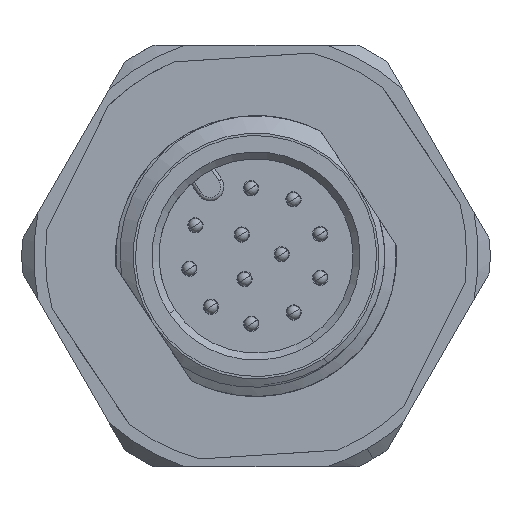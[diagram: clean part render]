
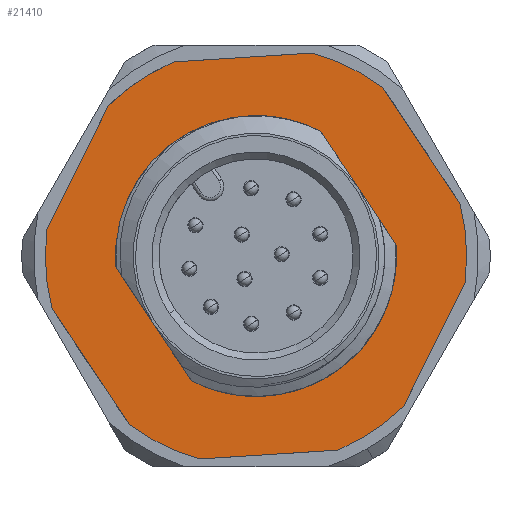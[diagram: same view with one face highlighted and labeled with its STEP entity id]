
A CAD part, front view. The second image highlights one B-rep face of the part: STEP entity #21410.
In plain terms, the highlighted planar face has unit normal (0, -1, 0).
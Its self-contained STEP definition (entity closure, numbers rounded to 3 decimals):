
#278 = AXIS2_PLACEMENT_3D ( 'NONE', #4378, #17701, #15556 ) ;
#651 = EDGE_CURVE ( 'NONE', #14170, #1701, #30204, .T. ) ;
#676 = DIRECTION ( 'NONE',  ( 0.444, 0., 0.896 ) ) ;
#718 = EDGE_CURVE ( 'NONE', #4235, #12701, #6726, .T. ) ;
#929 = EDGE_LOOP ( 'NONE', ( #2298, #12293, #16656, #1610, #7028, #2347, #20571, #27591, #16751, #15264, #13232, #26374 ) ) ;
#1024 = ORIENTED_EDGE ( 'NONE', *, *, #1675, .T. ) ;
#1340 = DIRECTION ( 'NONE',  ( 0., -1., 0. ) ) ;
#1456 = VECTOR ( 'NONE', #26887, 1000. ) ;
#1464 = LINE ( 'NONE', #13242, #10033 ) ;
#1610 = ORIENTED_EDGE ( 'NONE', *, *, #718, .T. ) ;
#1675 = EDGE_CURVE ( 'NONE', #8709, #23233, #9568, .T. ) ;
#1683 = DIRECTION ( 'NONE',  ( -0.832, 0., -0.554 ) ) ;
#1701 = VERTEX_POINT ( 'NONE', #10857 ) ;
#1831 = CARTESIAN_POINT ( 'NONE',  ( 0., -6.54, -9. ) ) ;
#2298 = ORIENTED_EDGE ( 'NONE', *, *, #16529, .T. ) ;
#2347 = ORIENTED_EDGE ( 'NONE', *, *, #4342, .T. ) ;
#2427 = CARTESIAN_POINT ( 'NONE',  ( 8.715, -6.54, -6.752 ) ) ;
#2879 = LINE ( 'NONE', #2427, #16978 ) ;
#3247 = CARTESIAN_POINT ( 'NONE',  ( 0., -6.54, -9. ) ) ;
#4235 = VERTEX_POINT ( 'NONE', #24247 ) ;
#4342 = EDGE_CURVE ( 'NONE', #29056, #26891, #25192, .T. ) ;
#4378 = CARTESIAN_POINT ( 'NONE',  ( 0., -6.54, -9. ) ) ;
#4448 = CARTESIAN_POINT ( 'NONE',  ( 0., -6.54, -9. ) ) ;
#4452 = CARTESIAN_POINT ( 'NONE',  ( 8.715, -6.54, -6.752 ) ) ;
#4864 = EDGE_CURVE ( 'NONE', #23233, #8709, #21285, .T. ) ;
#5523 = VECTOR ( 'NONE', #676, 1000. ) ;
#5981 = FACE_OUTER_BOUND ( 'NONE', #929, .T. ) ;
#6585 = DIRECTION ( 'NONE',  ( 0., -1., 0. ) ) ;
#6726 = CIRCLE ( 'NONE', #23857, 9. ) ;
#7028 = ORIENTED_EDGE ( 'NONE', *, *, #21694, .T. ) ;
#8265 = LINE ( 'NONE', #24648, #26597 ) ;
#8316 = CARTESIAN_POINT ( 'NONE',  ( 2.411, -6.54, -0.329 ) ) ;
#8567 = CIRCLE ( 'NONE', #23723, 9. ) ;
#8709 = VERTEX_POINT ( 'NONE', #29193 ) ;
#8840 = AXIS2_PLACEMENT_3D ( 'NONE', #1831, #24480, #1683 ) ;
#8970 = DIRECTION ( 'NONE',  ( 0., 1., 0. ) ) ;
#9413 = CARTESIAN_POINT ( 'NONE',  ( 6.304, -6.54, -15.423 ) ) ;
#9534 = EDGE_CURVE ( 'NONE', #1701, #4235, #8265, .T. ) ;
#9568 = CIRCLE ( 'NONE', #8840, 5.25 ) ;
#9697 = AXIS2_PLACEMENT_3D ( 'NONE', #4448, #6585, #18840 ) ;
#10033 = VECTOR ( 'NONE', #29463, 1000. ) ;
#10857 = CARTESIAN_POINT ( 'NONE',  ( -8.715, -6.54, -11.248 ) ) ;
#10929 = DIRECTION ( 'NONE',  ( 0.388, 0., -0.922 ) ) ;
#11214 = VERTEX_POINT ( 'NONE', #13582 ) ;
#11322 = EDGE_CURVE ( 'NONE', #26891, #11331, #21645, .T. ) ;
#11331 = VERTEX_POINT ( 'NONE', #14293 ) ;
#11648 = DIRECTION ( 'NONE',  ( -0.604, 0., -0.797 ) ) ;
#11856 = CARTESIAN_POINT ( 'NONE',  ( 6.304, -6.54, -15.423 ) ) ;
#12209 = DIRECTION ( 'NONE',  ( -0.554, 0., 0.832 ) ) ;
#12293 = ORIENTED_EDGE ( 'NONE', *, *, #651, .T. ) ;
#12701 = VERTEX_POINT ( 'NONE', #24836 ) ;
#13058 = CARTESIAN_POINT ( 'NONE',  ( 0., -6.54, -9. ) ) ;
#13232 = ORIENTED_EDGE ( 'NONE', *, *, #22598, .T. ) ;
#13242 = CARTESIAN_POINT ( 'NONE',  ( 2.411, -6.54, -0.329 ) ) ;
#13325 = DIRECTION ( 'NONE',  ( 0.554, 0., -0.832 ) ) ;
#13582 = CARTESIAN_POINT ( 'NONE',  ( -6.304, -6.54, -2.577 ) ) ;
#14170 = VERTEX_POINT ( 'NONE', #18217 ) ;
#14186 = CARTESIAN_POINT ( 'NONE',  ( 5.436, -6.54, -1.828 ) ) ;
#14293 = CARTESIAN_POINT ( 'NONE',  ( 8.93, -6.54, -10.122 ) ) ;
#14637 = AXIS2_PLACEMENT_3D ( 'NONE', #16085, #20398, #25286 ) ;
#15264 = ORIENTED_EDGE ( 'NONE', *, *, #20055, .T. ) ;
#15316 = FACE_BOUND ( 'NONE', #28394, .T. ) ;
#15556 = DIRECTION ( 'NONE',  ( -0.388, 0., 0.922 ) ) ;
#15596 = VERTEX_POINT ( 'NONE', #14186 ) ;
#15886 = AXIS2_PLACEMENT_3D ( 'NONE', #29937, #8970, #30087 ) ;
#16085 = CARTESIAN_POINT ( 'NONE',  ( 0., -6.54, -9. ) ) ;
#16529 = EDGE_CURVE ( 'NONE', #11214, #14170, #26650, .T. ) ;
#16656 = ORIENTED_EDGE ( 'NONE', *, *, #9534, .T. ) ;
#16751 = ORIENTED_EDGE ( 'NONE', *, *, #29138, .T. ) ;
#16978 = VECTOR ( 'NONE', #12209, 1000. ) ;
#17701 = DIRECTION ( 'NONE',  ( 0., -1., 0. ) ) ;
#18217 = CARTESIAN_POINT ( 'NONE',  ( -8.93, -6.54, -7.878 ) ) ;
#18840 = DIRECTION ( 'NONE',  ( -0.992, 0., 0.125 ) ) ;
#18843 = CIRCLE ( 'NONE', #278, 9. ) ;
#20055 = EDGE_CURVE ( 'NONE', #15596, #24561, #28800, .T. ) ;
#20398 = DIRECTION ( 'NONE',  ( 0., -1., 0. ) ) ;
#20469 = DIRECTION ( 'NONE',  ( 0.992, 0., -0.125 ) ) ;
#20571 = ORIENTED_EDGE ( 'NONE', *, *, #11322, .T. ) ;
#21285 = CIRCLE ( 'NONE', #15886, 5.25 ) ;
#21410 = ADVANCED_FACE ( 'NONE', ( #5981, #15316 ), #22373, .T. ) ;
#21512 = VERTEX_POINT ( 'NONE', #4452 ) ;
#21645 = LINE ( 'NONE', #11856, #5523 ) ;
#21694 = EDGE_CURVE ( 'NONE', #12701, #29056, #24446, .T. ) ;
#21705 = CARTESIAN_POINT ( 'NONE',  ( -2.411, -6.54, -17.671 ) ) ;
#21753 = AXIS2_PLACEMENT_3D ( 'NONE', #13058, #22716, #10929 ) ;
#21911 = DIRECTION ( 'NONE',  ( -0.444, 0., -0.896 ) ) ;
#22105 = EDGE_CURVE ( 'NONE', #28637, #11214, #18843, .T. ) ;
#22116 = EDGE_CURVE ( 'NONE', #11331, #21512, #8567, .T. ) ;
#22250 = ORIENTED_EDGE ( 'NONE', *, *, #4864, .T. ) ;
#22373 = PLANE ( 'NONE',  #14637 ) ;
#22444 = AXIS2_PLACEMENT_3D ( 'NONE', #3247, #23634, #26219 ) ;
#22598 = EDGE_CURVE ( 'NONE', #24561, #28637, #1464, .T. ) ;
#22716 = DIRECTION ( 'NONE',  ( 0., -1., 0. ) ) ;
#23233 = VERTEX_POINT ( 'NONE', #23311 ) ;
#23311 = CARTESIAN_POINT ( 'NONE',  ( 4.37, -6.54, -6.091 ) ) ;
#23584 = VECTOR ( 'NONE', #21911, 1000. ) ;
#23634 = DIRECTION ( 'NONE',  ( 0., -1., 0. ) ) ;
#23723 = AXIS2_PLACEMENT_3D ( 'NONE', #29651, #1340, #20469 ) ;
#23857 = AXIS2_PLACEMENT_3D ( 'NONE', #27875, #25282, #11648 ) ;
#24247 = CARTESIAN_POINT ( 'NONE',  ( -5.436, -6.54, -16.172 ) ) ;
#24446 = LINE ( 'NONE', #21705, #1456 ) ;
#24480 = DIRECTION ( 'NONE',  ( 0., 1., 0. ) ) ;
#24561 = VERTEX_POINT ( 'NONE', #8316 ) ;
#24648 = CARTESIAN_POINT ( 'NONE',  ( -8.715, -6.54, -11.248 ) ) ;
#24836 = CARTESIAN_POINT ( 'NONE',  ( -2.411, -6.54, -17.671 ) ) ;
#25192 = CIRCLE ( 'NONE', #21753, 9. ) ;
#25282 = DIRECTION ( 'NONE',  ( 0., -1., 0. ) ) ;
#25286 = DIRECTION ( 'NONE',  ( 0., 0., -1. ) ) ;
#25389 = CARTESIAN_POINT ( 'NONE',  ( 3.493, -6.54, -17.294 ) ) ;
#26219 = DIRECTION ( 'NONE',  ( 0.604, 0., 0.797 ) ) ;
#26374 = ORIENTED_EDGE ( 'NONE', *, *, #22105, .T. ) ;
#26597 = VECTOR ( 'NONE', #13325, 1000. ) ;
#26650 = LINE ( 'NONE', #26801, #23584 ) ;
#26801 = CARTESIAN_POINT ( 'NONE',  ( -6.304, -6.54, -2.577 ) ) ;
#26887 = DIRECTION ( 'NONE',  ( 0.998, 0., 0.064 ) ) ;
#26891 = VERTEX_POINT ( 'NONE', #9413 ) ;
#27591 = ORIENTED_EDGE ( 'NONE', *, *, #22116, .T. ) ;
#27875 = CARTESIAN_POINT ( 'NONE',  ( 0., -6.54, -9. ) ) ;
#28359 = CARTESIAN_POINT ( 'NONE',  ( -3.493, -6.54, -0.706 ) ) ;
#28394 = EDGE_LOOP ( 'NONE', ( #1024, #22250 ) ) ;
#28637 = VERTEX_POINT ( 'NONE', #28359 ) ;
#28800 = CIRCLE ( 'NONE', #22444, 9. ) ;
#29056 = VERTEX_POINT ( 'NONE', #25389 ) ;
#29138 = EDGE_CURVE ( 'NONE', #21512, #15596, #2879, .T. ) ;
#29193 = CARTESIAN_POINT ( 'NONE',  ( -4.37, -6.54, -11.909 ) ) ;
#29463 = DIRECTION ( 'NONE',  ( -0.998, 0., -0.064 ) ) ;
#29651 = CARTESIAN_POINT ( 'NONE',  ( 0., -6.54, -9. ) ) ;
#29937 = CARTESIAN_POINT ( 'NONE',  ( 0., -6.54, -9. ) ) ;
#30087 = DIRECTION ( 'NONE',  ( 0.832, 0., 0.554 ) ) ;
#30204 = CIRCLE ( 'NONE', #9697, 9. ) ;
